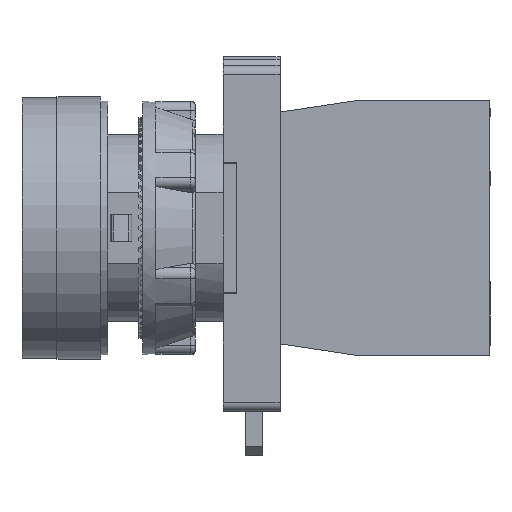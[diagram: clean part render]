
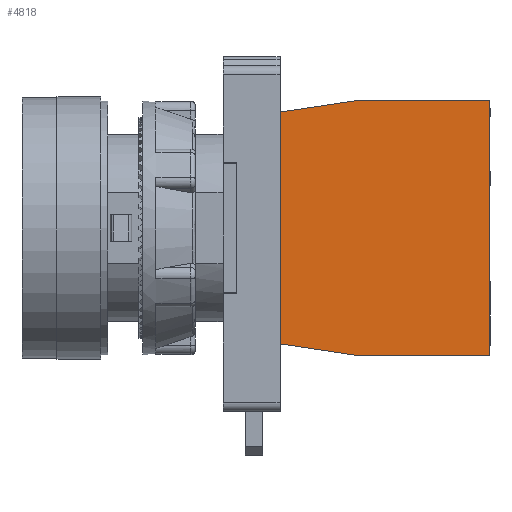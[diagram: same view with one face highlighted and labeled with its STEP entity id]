
A CAD part, left-side view. The second image highlights one B-rep face of the part: STEP entity #4818.
In plain terms, the highlighted planar face has unit normal (-1, 0, 0).
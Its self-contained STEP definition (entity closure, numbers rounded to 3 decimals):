
#4818=ADVANCED_FACE('',(#12940),#12942,.F.);
#12940=FACE_BOUND('',#12941,.T.);
#12941=EDGE_LOOP('',(#17458,#17459,#17460,#17461,#17462,#17463,#17464,#17465));
#12942=PLANE('',#12943);
#12943=AXIS2_PLACEMENT_3D('',#12944,#12945,#12946);
#12944=CARTESIAN_POINT('',(0.05,0.,0.));
#12945=DIRECTION('',(1.,0.,0.));
#12946=DIRECTION('',(0.,0.,-1.));
#17458=ORIENTED_EDGE('',*,*,#20070,.F.);
#17459=ORIENTED_EDGE('',*,*,#18669,.T.);
#17460=ORIENTED_EDGE('',*,*,#20071,.F.);
#17461=ORIENTED_EDGE('',*,*,#20072,.F.);
#17462=ORIENTED_EDGE('',*,*,#20073,.F.);
#17463=ORIENTED_EDGE('',*,*,#20074,.F.);
#17464=ORIENTED_EDGE('',*,*,#20075,.F.);
#17465=ORIENTED_EDGE('',*,*,#18677,.T.);
#18669=EDGE_CURVE('',#20818,#20816,#20819,.T.);
#18677=EDGE_CURVE('',#20834,#20832,#20835,.T.);
#20070=EDGE_CURVE('',#20818,#20832,#23097,.T.);
#20071=EDGE_CURVE('',#23098,#20816,#23099,.T.);
#20072=EDGE_CURVE('',#23100,#23098,#23101,.T.);
#20073=EDGE_CURVE('',#23102,#23100,#23103,.T.);
#20074=EDGE_CURVE('',#23104,#23102,#23105,.T.);
#20075=EDGE_CURVE('',#20834,#23104,#23106,.T.);
#20816=VERTEX_POINT('',#24475);
#20818=VERTEX_POINT('',#24479);
#20819=LINE('',#24480,#24481);
#20832=VERTEX_POINT('',#24511);
#20834=VERTEX_POINT('',#24516);
#20835=LINE('',#24517,#24518);
#23097=LINE('',#33017,#33018);
#23098=VERTEX_POINT('',#33020);
#23099=LINE('',#33021,#33022);
#23100=VERTEX_POINT('',#33024);
#23101=LINE('',#33025,#33026);
#23102=VERTEX_POINT('',#33028);
#23103=LINE('',#33029,#33030);
#23104=VERTEX_POINT('',#33032);
#23105=LINE('',#33033,#33034);
#23106=LINE('',#33036,#33037);
#24475=CARTESIAN_POINT('',(0.05,-6.5,-13.25));
#24479=CARTESIAN_POINT('',(0.05,-6.5,-10.5));
#24480=CARTESIAN_POINT('',(0.05,-6.5,-10.5));
#24481=VECTOR('',#24482,1.);
#24482=DIRECTION('',(0.,0.,-1.));
#24511=CARTESIAN_POINT('',(0.05,-6.5,10.5));
#24516=CARTESIAN_POINT('',(0.05,-6.5,13.25));
#24517=CARTESIAN_POINT('',(0.05,-6.5,13.25));
#24518=VECTOR('',#24519,1.);
#24519=DIRECTION('',(0.,0.,-1.));
#33017=CARTESIAN_POINT('',(0.05,-6.5,-10.5));
#33018=VECTOR('',#33019,1.);
#33019=DIRECTION('',(0.,0.,1.));
#33020=CARTESIAN_POINT('',(0.05,-15.5,-14.6));
#33021=CARTESIAN_POINT('',(0.05,-15.5,-14.6));
#33022=VECTOR('',#33023,1.);
#33023=DIRECTION('',(0.,0.989,0.148));
#33024=CARTESIAN_POINT('',(0.05,-30.5,-14.6));
#33025=CARTESIAN_POINT('',(0.05,-30.5,-14.6));
#33026=VECTOR('',#33027,1.);
#33027=DIRECTION('',(0.,1.,0.));
#33028=CARTESIAN_POINT('',(0.05,-30.5,14.6));
#33029=CARTESIAN_POINT('',(0.05,-30.5,14.6));
#33030=VECTOR('',#33031,1.);
#33031=DIRECTION('',(0.,0.,-1.));
#33032=CARTESIAN_POINT('',(0.05,-15.5,14.6));
#33033=CARTESIAN_POINT('',(0.05,-15.5,14.6));
#33034=VECTOR('',#33035,1.);
#33035=DIRECTION('',(0.,-1.,0.));
#33036=CARTESIAN_POINT('',(0.05,-6.5,13.25));
#33037=VECTOR('',#33038,1.);
#33038=DIRECTION('',(0.,-0.989,0.148));
